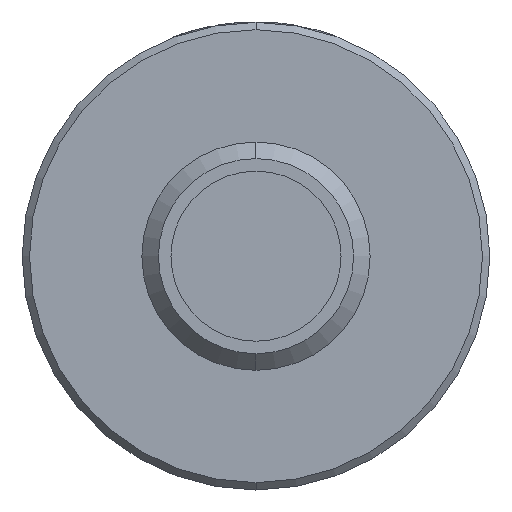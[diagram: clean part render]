
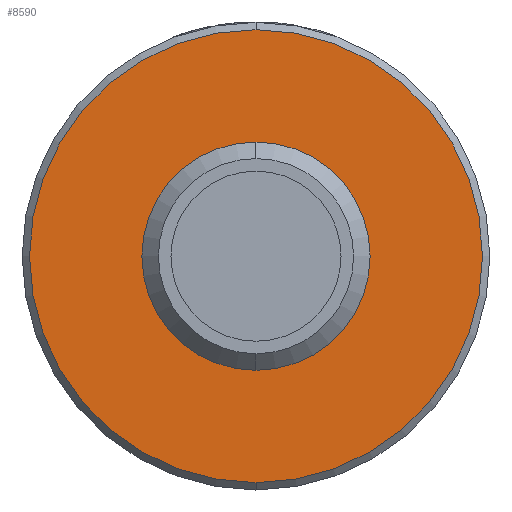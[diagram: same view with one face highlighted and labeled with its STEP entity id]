
A CAD part, left-side view. The second image highlights one B-rep face of the part: STEP entity #8590.
In plain terms, the highlighted planar face has unit normal (-1, 0, 0).
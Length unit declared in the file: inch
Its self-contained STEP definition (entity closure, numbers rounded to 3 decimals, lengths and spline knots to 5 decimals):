
#170 = ORIENTED_EDGE ( 'NONE', *, *, #8015, .T. ) ;
#344 = FACE_BOUND ( 'NONE', #1937, .T. ) ;
#639 = CARTESIAN_POINT ( 'NONE',  ( 0.29134, 0., 0. ) ) ;
#897 = DIRECTION ( 'NONE',  ( -1., 0., 0. ) ) ;
#1350 = EDGE_LOOP ( 'NONE', ( #4299, #9643 ) ) ;
#1397 = CIRCLE ( 'NONE', #7154, 0.24213 ) ;
#1937 = EDGE_LOOP ( 'NONE', ( #170, #5410 ) ) ;
#2131 = DIRECTION ( 'NONE',  ( 1., 0., 0. ) ) ;
#2156 = EDGE_CURVE ( 'NONE', #4853, #4577, #9938, .T. ) ;
#2542 = EDGE_CURVE ( 'NONE', #5297, #4283, #6980, .T. ) ;
#2851 = EDGE_CURVE ( 'NONE', #4283, #5297, #1397, .T. ) ;
#3913 = CARTESIAN_POINT ( 'NONE',  ( 0.29134, 0., 0. ) ) ;
#3960 = DIRECTION ( 'NONE',  ( 1., 0., 0. ) ) ;
#4283 = VERTEX_POINT ( 'NONE', #6332 ) ;
#4299 = ORIENTED_EDGE ( 'NONE', *, *, #2542, .F. ) ;
#4577 = VERTEX_POINT ( 'NONE', #10070 ) ;
#4748 = DIRECTION ( 'NONE',  ( 0., 0., 1. ) ) ;
#4853 = VERTEX_POINT ( 'NONE', #5482 ) ;
#5297 = VERTEX_POINT ( 'NONE', #7405 ) ;
#5316 = CARTESIAN_POINT ( 'NONE',  ( 0.29134, 0., 0. ) ) ;
#5373 = DIRECTION ( 'NONE',  ( 1., 0., 0. ) ) ;
#5410 = ORIENTED_EDGE ( 'NONE', *, *, #2156, .T. ) ;
#5482 = CARTESIAN_POINT ( 'NONE',  ( 0.29134, 0., -0.10433 ) ) ;
#5509 = AXIS2_PLACEMENT_3D ( 'NONE', #3913, #3960, #9327 ) ;
#6139 = DIRECTION ( 'NONE',  ( 0., 0., 1. ) ) ;
#6200 = DIRECTION ( 'NONE',  ( 0., 0., -1. ) ) ;
#6323 = AXIS2_PLACEMENT_3D ( 'NONE', #7944, #897, #4748 ) ;
#6332 = CARTESIAN_POINT ( 'NONE',  ( 0.29134, 0., 0.24213 ) ) ;
#6852 = DIRECTION ( 'NONE',  ( 0., 0., -1. ) ) ;
#6912 = CARTESIAN_POINT ( 'NONE',  ( 0.29134, 0., 0. ) ) ;
#6980 = CIRCLE ( 'NONE', #9457, 0.24213 ) ;
#7154 = AXIS2_PLACEMENT_3D ( 'NONE', #639, #2131, #6852 ) ;
#7405 = CARTESIAN_POINT ( 'NONE',  ( 0.29134, 0., -0.24213 ) ) ;
#7467 = CIRCLE ( 'NONE', #7624, 0.10433 ) ;
#7624 = AXIS2_PLACEMENT_3D ( 'NONE', #6912, #10047, #6139 ) ;
#7944 = CARTESIAN_POINT ( 'NONE',  ( 0.29134, 0., 0. ) ) ;
#8015 = EDGE_CURVE ( 'NONE', #4577, #4853, #7467, .T. ) ;
#8590 = ADVANCED_FACE ( 'NONE', ( #344, #9755 ), #9494, .T. ) ;
#9327 = DIRECTION ( 'NONE',  ( 0., 0., 1. ) ) ;
#9457 = AXIS2_PLACEMENT_3D ( 'NONE', #5316, #5373, #6200 ) ;
#9494 = PLANE ( 'NONE',  #6323 ) ;
#9643 = ORIENTED_EDGE ( 'NONE', *, *, #2851, .F. ) ;
#9755 = FACE_OUTER_BOUND ( 'NONE', #1350, .T. ) ;
#9938 = CIRCLE ( 'NONE', #5509, 0.10433 ) ;
#10047 = DIRECTION ( 'NONE',  ( 1., 0., 0. ) ) ;
#10070 = CARTESIAN_POINT ( 'NONE',  ( 0.29134, 0., 0.10433 ) ) ;
